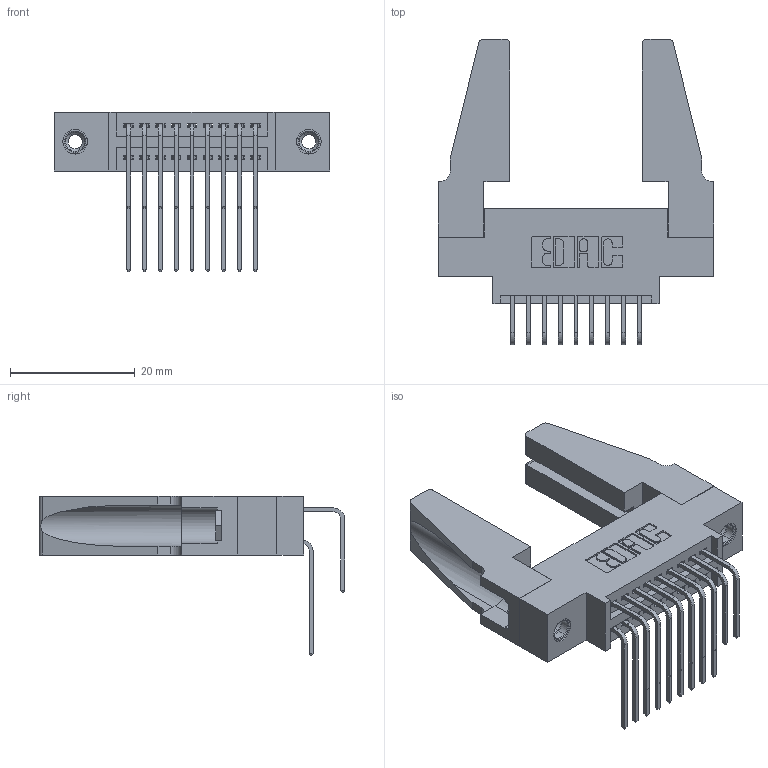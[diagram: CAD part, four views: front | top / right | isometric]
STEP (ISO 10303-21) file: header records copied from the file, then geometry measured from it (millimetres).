
FILE_DESCRIPTION (( 'STEP AP203' ), '1' );
FILE_NAME ('345-018-558-888.STEP', '2019-10-27T07:07:32', ( '' ), ( '' ), 'SwSTEP 2.0', 'SolidWorks 2016', '' );
FILE_SCHEMA (( 'CONFIG_CONTROL_DESIGN' ));
Length unit declared in the file: inch
Products named in the file (6): 345-018-558-888; 345-292-001_558 Tail - 2; 345-292-001_558 559 Tail - 1; 345-250-001_345-250-001-102; 345 Part_0.170 Offset - 0.156 Dia-TH; 345-220-078_345-220-088
Assembly tree (23 placements, depth 2):
  345-018-558-888
    345 Part_0.170 Offset - 0.156 Dia-TH
    345-292-001_558 559 Tail - 1  x9
    345-292-001_558 Tail - 2  x9
    345-250-001_345-250-001-102  x2
    345-220-078_345-220-088  x2
Bounding box: 44.09 x 49.01 x 25.53 mm (x, y, z)
Volume: 7220 mm3; surface area: 8979.4 mm2
Topology: 23 solids, 23 shells, 1190 faces, 3457 edges, 2270 vertices
Faces by surface type: plane 786, cylinder 388, cone 12, torus 4
Entity records: 15436 total; most frequent: CARTESIAN_POINT 2661, ORIENTED_EDGE 2504, DIRECTION 2364, EDGE_CURVE 1252, VECTOR 1002, LINE 1002, VERTEX_POINT 826, AXIS2_PLACEMENT_3D 681
